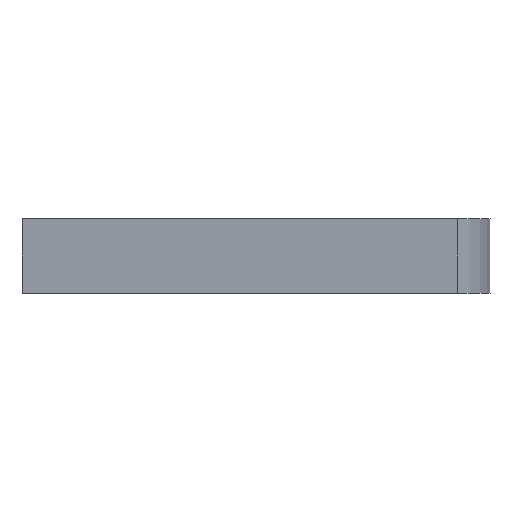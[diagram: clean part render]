
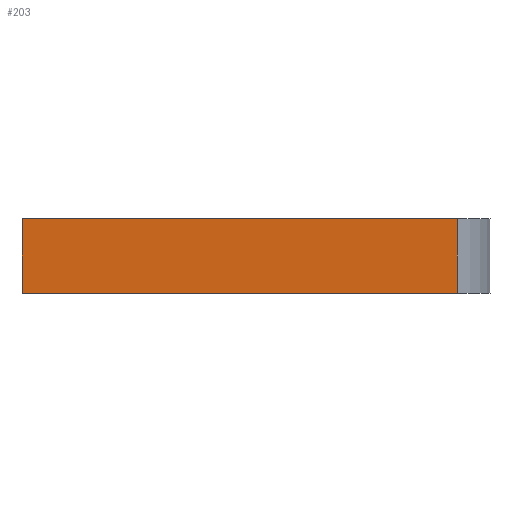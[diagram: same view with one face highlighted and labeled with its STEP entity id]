
A CAD part, front view. The second image highlights one B-rep face of the part: STEP entity #203.
In plain terms, the highlighted planar face has unit normal (-0.102, -0.995, 0).
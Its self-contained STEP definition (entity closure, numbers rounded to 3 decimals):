
#1 = DIRECTION ( 'NONE',  ( 0.995, -0.102, 0. ) ) ;
#2 = VECTOR ( 'NONE', #269, 1000. ) ;
#5 = EDGE_CURVE ( 'NONE', #20, #169, #309, .T. ) ;
#12 = LINE ( 'NONE', #83, #86 ) ;
#20 = VERTEX_POINT ( 'NONE', #27 ) ;
#21 = FACE_OUTER_BOUND ( 'NONE', #236, .T. ) ;
#26 = CARTESIAN_POINT ( 'NONE',  ( 93.325, -86.136, 0. ) ) ;
#27 = CARTESIAN_POINT ( 'NONE',  ( -351.79, -40.64, 76.2 ) ) ;
#51 = DIRECTION ( 'NONE',  ( 0.995, -0.102, 0. ) ) ;
#69 = VECTOR ( 'NONE', #1, 1000. ) ;
#73 = EDGE_CURVE ( 'NONE', #169, #105, #107, .T. ) ;
#77 = CARTESIAN_POINT ( 'NONE',  ( -7.748, -75.805, 0. ) ) ;
#83 = CARTESIAN_POINT ( 'NONE',  ( -351.79, -40.64, 76.2 ) ) ;
#86 = VECTOR ( 'NONE', #112, 1000. ) ;
#90 = VECTOR ( 'NONE', #223, 1000. ) ;
#99 = ORIENTED_EDGE ( 'NONE', *, *, #5, .F. ) ;
#101 = CARTESIAN_POINT ( 'NONE',  ( -7.748, -75.805, 76.2 ) ) ;
#105 = VERTEX_POINT ( 'NONE', #175 ) ;
#107 = LINE ( 'NONE', #317, #2 ) ;
#111 = CARTESIAN_POINT ( 'NONE',  ( -351.79, -40.64, 0. ) ) ;
#112 = DIRECTION ( 'NONE',  ( 0., 0., -1. ) ) ;
#119 = AXIS2_PLACEMENT_3D ( 'NONE', #275, #163, #178 ) ;
#124 = EDGE_CURVE ( 'NONE', #228, #146, #273, .T. ) ;
#144 = EDGE_CURVE ( 'NONE', #105, #146, #214, .T. ) ;
#146 = VERTEX_POINT ( 'NONE', #26 ) ;
#163 = DIRECTION ( 'NONE',  ( 0.102, 0.995, 0. ) ) ;
#169 = VERTEX_POINT ( 'NONE', #101 ) ;
#175 = CARTESIAN_POINT ( 'NONE',  ( 93.325, -86.136, 76.2 ) ) ;
#177 = CARTESIAN_POINT ( 'NONE',  ( -7.748, -75.805, 76.2 ) ) ;
#178 = DIRECTION ( 'NONE',  ( -0.995, 0.102, 0. ) ) ;
#203 = ADVANCED_FACE ( 'NONE', ( #21 ), #294, .F. ) ;
#213 = ORIENTED_EDGE ( 'NONE', *, *, #73, .F. ) ;
#214 = LINE ( 'NONE', #247, #90 ) ;
#223 = DIRECTION ( 'NONE',  ( 0., 0., -1. ) ) ;
#228 = VERTEX_POINT ( 'NONE', #111 ) ;
#236 = EDGE_LOOP ( 'NONE', ( #284, #237, #213, #99, #302 ) ) ;
#237 = ORIENTED_EDGE ( 'NONE', *, *, #144, .F. ) ;
#245 = VECTOR ( 'NONE', #51, 1000. ) ;
#247 = CARTESIAN_POINT ( 'NONE',  ( 93.325, -86.136, 76.2 ) ) ;
#269 = DIRECTION ( 'NONE',  ( 0.995, -0.102, 0. ) ) ;
#273 = LINE ( 'NONE', #77, #69 ) ;
#275 = CARTESIAN_POINT ( 'NONE',  ( -7.748, -75.805, 76.2 ) ) ;
#284 = ORIENTED_EDGE ( 'NONE', *, *, #124, .T. ) ;
#287 = EDGE_CURVE ( 'NONE', #20, #228, #12, .T. ) ;
#294 = PLANE ( 'NONE',  #119 ) ;
#302 = ORIENTED_EDGE ( 'NONE', *, *, #287, .T. ) ;
#309 = LINE ( 'NONE', #177, #245 ) ;
#317 = CARTESIAN_POINT ( 'NONE',  ( -7.748, -75.805, 76.2 ) ) ;
